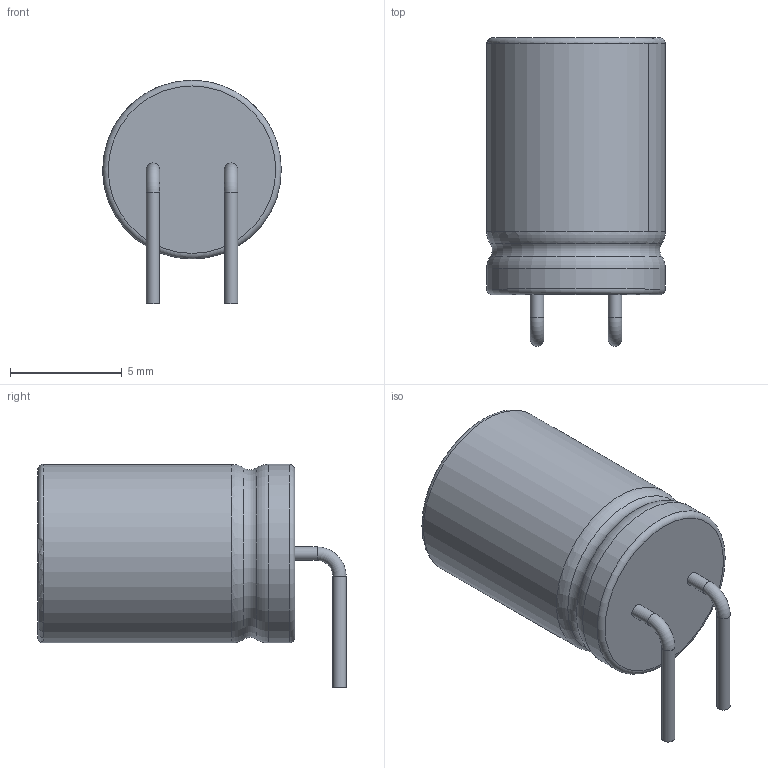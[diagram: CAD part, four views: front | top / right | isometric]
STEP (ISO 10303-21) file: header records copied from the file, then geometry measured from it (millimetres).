
FILE_DESCRIPTION(/* description */ ('STEP AP214'),/* implementation_level */ '2;1');
FILE_NAME(/* name */ '608c15cce7025c0f0f145746',/* time_stamp */ '2021-04-30T14:35:56+00:00',/* author */ (''),/* organization */ (''),/* preprocessor_version */ 'ST-DEVELOPER v18.1',/* originating_system */ ' ',/* authorisation */ ' ');
FILE_SCHEMA (('AUTOMOTIVE_DESIGN {1 0 10303 214 3 1 1}'));
Length unit declared in the file: metre
Products named in the file (1): Part 1
Bounding box: 8 x 13.8 x 10 mm (x, y, z)
Volume: 577.2 mm3; surface area: 413.9 mm2
Topology: 1 solids, 1 shells, 18 faces, 36 edges, 22 vertices
Faces by surface type: cylinder 7, torus 7, plane 4
Full cylindrical faces by diameter (mm): 0.6 x4, 8 x1
Entity records: 469 total; most frequent: DIRECTION 76, CARTESIAN_POINT 57, ORIENTED_EDGE 40, AXIS2_PLACEMENT_3D 37, EDGE_LOOP 32, FACE_BOUND 32, EDGE_CURVE 20, VERTEX_POINT 18
